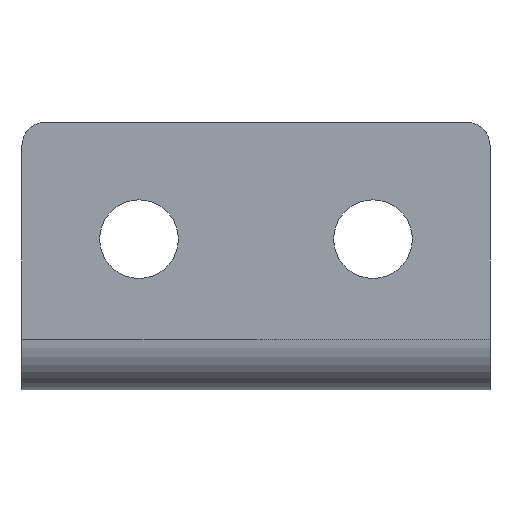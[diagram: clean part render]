
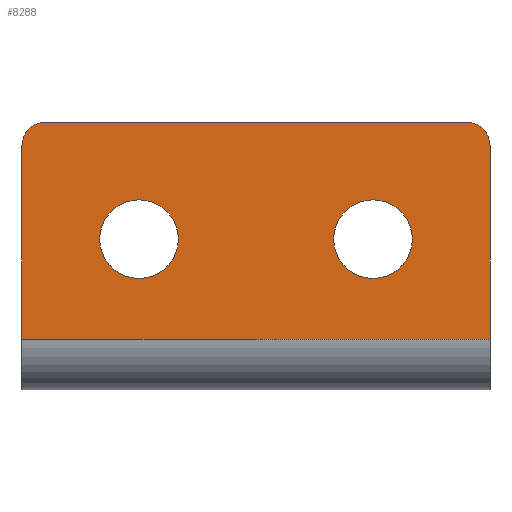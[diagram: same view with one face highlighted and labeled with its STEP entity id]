
A CAD part, front view. The second image highlights one B-rep face of the part: STEP entity #8288.
In plain terms, the highlighted planar face has unit normal (0, -1, 0).
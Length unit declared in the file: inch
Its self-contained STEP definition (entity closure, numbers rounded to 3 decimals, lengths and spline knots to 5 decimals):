
#1366=CARTESIAN_POINT('',(-0.45,-0.072,0.45));
#1367=DIRECTION('',(0.,-1.,0.));
#1368=DIRECTION('',(0.,0.,1.));
#1369=AXIS2_PLACEMENT_3D('',#1366,#1367,#1368);
#1384=CARTESIAN_POINT('',(0.45,-0.072,0.45));
#1385=DIRECTION('',(0.,-1.,0.));
#1386=DIRECTION('',(1.,0.,0.));
#1387=AXIS2_PLACEMENT_3D('',#1384,#1385,#1386);
#1406=DIRECTION('',(1.,0.,0.));
#1407=VECTOR('',#1406,1.);
#1408=CARTESIAN_POINT('',(-0.5,-0.072,0.036));
#1409=LINE('',#1408,#1407);
#1424=DIRECTION('',(-1.,0.,0.));
#1425=VECTOR('',#1424,0.9);
#1426=CARTESIAN_POINT('',(0.45,-0.072,0.5));
#1427=LINE('',#1426,#1425);
#1428=DIRECTION('',(0.,0.,1.));
#1429=VECTOR('',#1428,0.414);
#1430=CARTESIAN_POINT('',(0.5,-0.072,0.036));
#1431=LINE('',#1430,#1429);
#1432=DIRECTION('',(0.,0.,-1.));
#1433=VECTOR('',#1432,0.414);
#1434=CARTESIAN_POINT('',(-0.5,-0.072,0.45));
#1435=LINE('',#1434,#1433);
#1436=CARTESIAN_POINT('',(0.25,-0.072,0.25));
#1437=DIRECTION('',(0.,1.,0.));
#1438=DIRECTION('',(-1.,0.,0.));
#1439=AXIS2_PLACEMENT_3D('',#1436,#1437,#1438);
#1441=CARTESIAN_POINT('',(0.25,-0.072,0.25));
#1442=DIRECTION('',(0.,1.,0.));
#1443=DIRECTION('',(1.,0.,0.));
#1444=AXIS2_PLACEMENT_3D('',#1441,#1442,#1443);
#1446=CARTESIAN_POINT('',(-0.25,-0.072,0.25));
#1447=DIRECTION('',(0.,1.,0.));
#1448=DIRECTION('',(-1.,0.,0.));
#1449=AXIS2_PLACEMENT_3D('',#1446,#1447,#1448);
#1451=CARTESIAN_POINT('',(-0.25,-0.072,0.25));
#1452=DIRECTION('',(0.,1.,0.));
#1453=DIRECTION('',(1.,0.,0.));
#1454=AXIS2_PLACEMENT_3D('',#1451,#1452,#1453);
#5560=CARTESIAN_POINT('',(0.5,-0.072,0.036));
#5562=VERTEX_POINT('',#5560);
#5603=CARTESIAN_POINT('',(-0.45,-0.072,0.5));
#5605=VERTEX_POINT('',#5603);
#5607=CARTESIAN_POINT('',(-0.5,-0.072,0.45));
#5608=VERTEX_POINT('',#5607);
#5611=CARTESIAN_POINT('',(0.5,-0.072,0.45));
#5613=VERTEX_POINT('',#5611);
#5615=CARTESIAN_POINT('',(0.45,-0.072,0.5));
#5616=VERTEX_POINT('',#5615);
#5621=CARTESIAN_POINT('',(-0.5,-0.072,0.036));
#5622=VERTEX_POINT('',#5621);
#5631=CARTESIAN_POINT('',(0.166,-0.072,0.25));
#5632=CARTESIAN_POINT('',(0.334,-0.072,0.25));
#5633=VERTEX_POINT('',#5631);
#5634=VERTEX_POINT('',#5632);
#5635=CARTESIAN_POINT('',(-0.334,-0.072,0.25));
#5636=CARTESIAN_POINT('',(-0.166,-0.072,0.25));
#5637=VERTEX_POINT('',#5635);
#5638=VERTEX_POINT('',#5636);
#8262=CARTESIAN_POINT('',(-0.2624,-0.072,0.));
#8263=DIRECTION('',(0.,-1.,0.));
#8264=DIRECTION('',(1.,0.,0.));
#8265=AXIS2_PLACEMENT_3D('',#8262,#8263,#8264);
#8266=PLANE('',#8265);
#8267=ORIENTED_EDGE('',*,*,#8185,.F.);
#8268=ORIENTED_EDGE('',*,*,#8202,.F.);
#8269=ORIENTED_EDGE('',*,*,#8214,.F.);
#8270=ORIENTED_EDGE('',*,*,#8230,.F.);
#8271=ORIENTED_EDGE('',*,*,#8253,.F.);
#8273=ORIENTED_EDGE('',*,*,#8272,.F.);
#8274=EDGE_LOOP('',(#8267,#8268,#8269,#8270,#8271,#8273));
#8275=FACE_OUTER_BOUND('',#8274,.F.);
#8277=ORIENTED_EDGE('',*,*,#8276,.F.);
#8279=ORIENTED_EDGE('',*,*,#8278,.F.);
#8280=EDGE_LOOP('',(#8277,#8279));
#8281=FACE_BOUND('',#8280,.F.);
#8283=ORIENTED_EDGE('',*,*,#8282,.F.);
#8285=ORIENTED_EDGE('',*,*,#8284,.F.);
#8286=EDGE_LOOP('',(#8283,#8285));
#8287=FACE_BOUND('',#8286,.F.);
#8288=ADVANCED_FACE('',(#8275,#8281,#8287),#8266,.T.);
#1370=CIRCLE('',#1369,0.05);
#1388=CIRCLE('',#1387,0.05);
#1440=CIRCLE('',#1439,0.084);
#1445=CIRCLE('',#1444,0.084);
#1450=CIRCLE('',#1449,0.084);
#1455=CIRCLE('',#1454,0.084);
#8185=EDGE_CURVE('',#5605,#5608,#1370,.T.);
#8202=EDGE_CURVE('',#5616,#5605,#1427,.T.);
#8214=EDGE_CURVE('',#5613,#5616,#1388,.T.);
#8230=EDGE_CURVE('',#5562,#5613,#1431,.T.);
#8253=EDGE_CURVE('',#5622,#5562,#1409,.T.);
#8272=EDGE_CURVE('',#5608,#5622,#1435,.T.);
#8276=EDGE_CURVE('',#5633,#5634,#1440,.T.);
#8278=EDGE_CURVE('',#5634,#5633,#1445,.T.);
#8282=EDGE_CURVE('',#5637,#5638,#1450,.T.);
#8284=EDGE_CURVE('',#5638,#5637,#1455,.T.);
